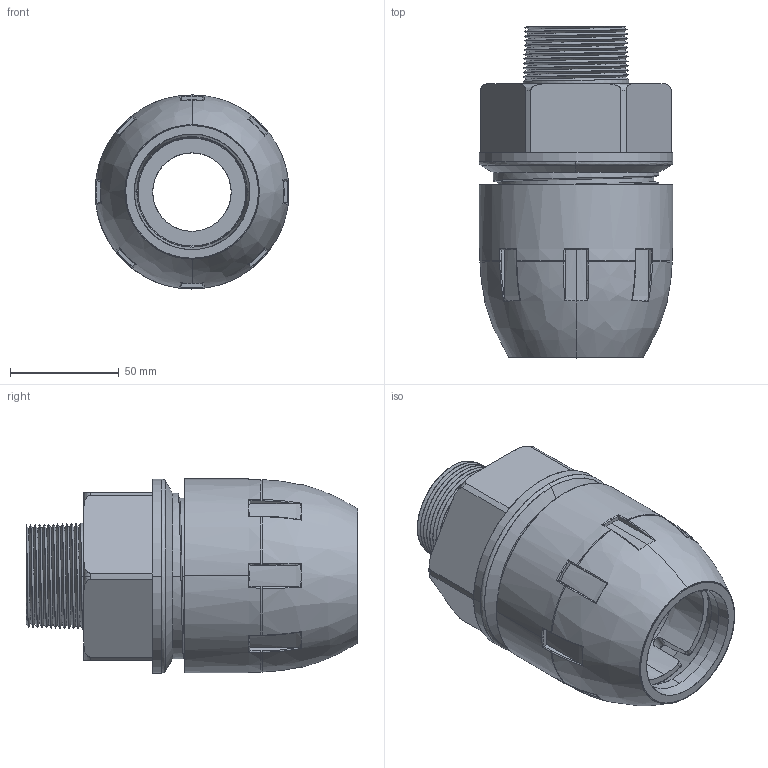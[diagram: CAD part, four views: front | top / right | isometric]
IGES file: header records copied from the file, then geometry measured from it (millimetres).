
Start section: SolidWorks IGES file using analytic representation for surfaces
Global section: file name: F5418.IGS; native system: SolidWorks 2018; preprocessor: SolidWorks 2018; author: andyr; date: 190730.162103; units: millimetre
Bounding box: 89.06 x 152.34 x 89.11 mm (x, y, z)
Surface area: 135870.9 mm2 (no closed solid volume)
Topology: 0 solids, 0 shells, 638 faces, 9722 edges, 9721 vertices
Faces by surface type: bspline 321, revolution 317
